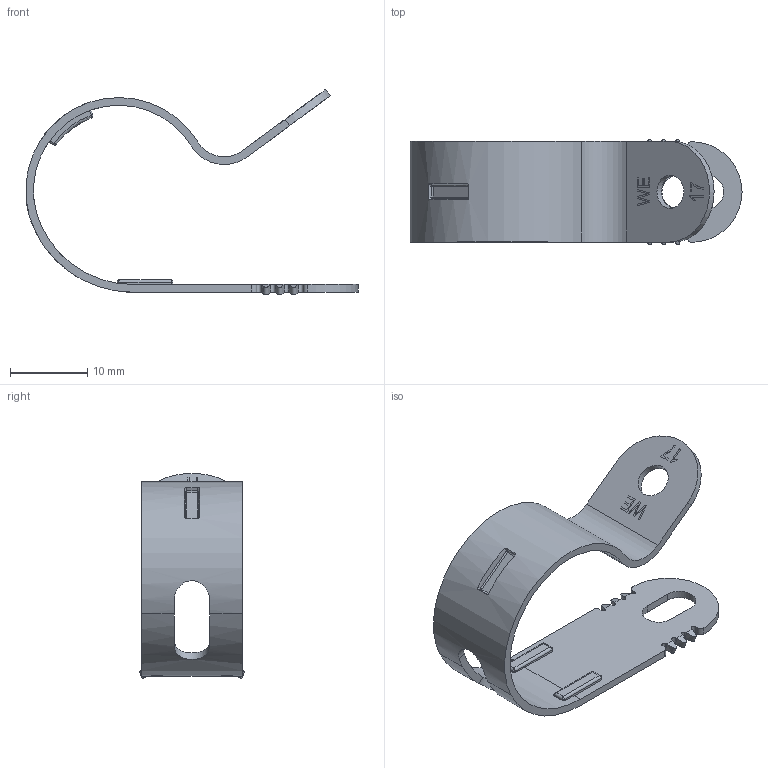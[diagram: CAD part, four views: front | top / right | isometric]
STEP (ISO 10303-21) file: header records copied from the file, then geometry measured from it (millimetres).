
FILE_DESCRIPTION( ( 'Unknown' ), '1' );
FILE_NAME( '7425117.stp', 'Unknown', ( 'Unknown' ), ( 'Unknown' ), 'PSStep 20.0.26', 'Unknown', ' ' );
FILE_SCHEMA( ( 'AUTOMOTIVE_DESIGN { 1 0 10303 214 1 1 1 1 }' ) );
Length unit declared in the file: millimetre
Products named in the file (1): 1
Bounding box: 42.89 x 13.55 x 26.49 mm (x, y, z)
Volume: 1165.5 mm3; surface area: 2677.7 mm2
Topology: 1 solids, 1 shells, 220 faces, 590 edges, 360 vertices
Faces by surface type: plane 98, cylinder 64, bspline 42, extrusion 10, sphere 4, torus 2
Full cylindrical faces by diameter (mm): 4.3 x1
Entity records: 15464 total; most frequent: CARTESIAN_POINT 8581, ORIENTED_EDGE 1146, DIRECTION 941, EDGE_CURVE 573, VERTEX_POINT 360, VECTOR 315, AXIS2_PLACEMENT_3D 313, LINE 305
